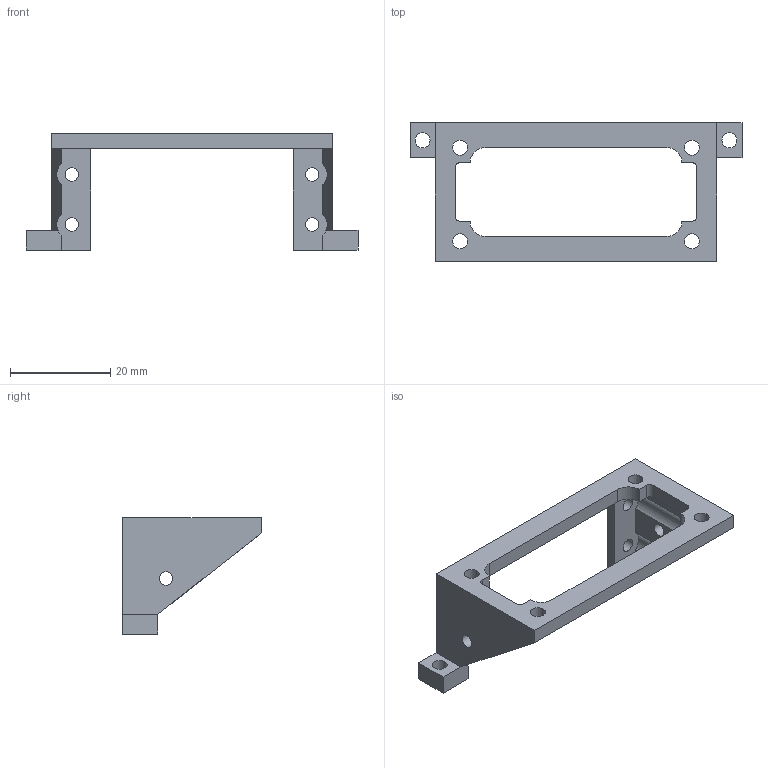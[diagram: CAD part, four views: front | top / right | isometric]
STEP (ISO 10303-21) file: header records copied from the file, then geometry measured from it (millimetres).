
FILE_DESCRIPTION(/* description */ ('STEP AP242','CAx-IF Rec.Pracs.---Representation and Presentation of Product Manufacturing Information (PMI)---4.0---2014-10-13','CAx-IF Rec.Pracs.---3D Tessellated Geometry---0.4---2014-09-14','2;1'),/* implementation_level */ '2;1');
FILE_NAME(/* name */ 'Robot - Servo Frame',/* time_stamp */ '2025-03-10T06:26:11Z',/* author */ (''),/* organization */ (''),/* preprocessor_version */ 'ST-DEVELOPER v20',/* originating_system */ 'ONSHAPE BY PTC INC, 1.194',/* authorisation */ ' ');
FILE_SCHEMA (('AP242_MANAGED_MODEL_BASED_3D_ENGINEERING_MIM_LF { 1 0 10303 442 1 1 4 }'));
Length unit declared in the file: metre
Products named in the file (1): Servo Frame
Bounding box: 66.3 x 27.7 x 23.2 mm (x, y, z)
Volume: 3903.1 mm3; surface area: 4584 mm2
Topology: 1 solids, 1 shells, 58 faces, 166 edges, 110 vertices
Faces by surface type: plane 34, cylinder 24
Full cylindrical faces by diameter (mm): 2.7 x6, 3 x6
Entity records: 1900 total; most frequent: DIRECTION 320, CARTESIAN_POINT 319, ORIENTED_EDGE 304, EDGE_CURVE 152, AXIS2_PLACEMENT_3D 109, VERTEX_POINT 108, LINE 102, VECTOR 102
